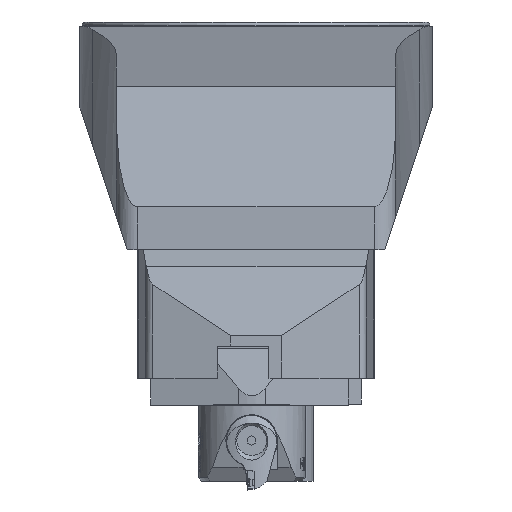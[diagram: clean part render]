
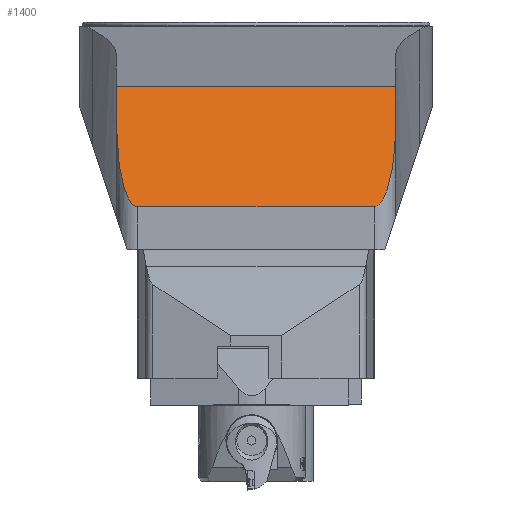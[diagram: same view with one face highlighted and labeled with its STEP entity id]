
A CAD part, left-side view. The second image highlights one B-rep face of the part: STEP entity #1400.
In plain terms, the highlighted planar face has unit normal (-0.966, 0, 0.259).
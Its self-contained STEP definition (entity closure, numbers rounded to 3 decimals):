
#921=ELLIPSE('',#9385,38.637,10.);
#922=ELLIPSE('',#9386,38.637,10.);
#990=FACE_OUTER_BOUND('',#4198,.T.);
#1400=ADVANCED_FACE('',(#990),#1866,.F.);
#1866=PLANE('',#9387);
#2270=LINE('',#12599,#3174);
#2276=LINE('',#12611,#3180);
#2277=LINE('',#12617,#3181);
#2278=LINE('',#12619,#3182);
#3174=VECTOR('',#10192,1.);
#3180=VECTOR('',#10202,1.);
#3181=VECTOR('',#10207,1.);
#3182=VECTOR('',#10208,1.);
#4198=EDGE_LOOP('',(#4800,#4801,#4802,#4803,#4804,#4805));
#4800=ORIENTED_EDGE('',*,*,#8000,.T.);
#4801=ORIENTED_EDGE('',*,*,#8001,.T.);
#4802=ORIENTED_EDGE('',*,*,#7994,.F.);
#4803=ORIENTED_EDGE('',*,*,#8002,.T.);
#4804=ORIENTED_EDGE('',*,*,#8003,.T.);
#4805=ORIENTED_EDGE('',*,*,#8004,.T.);
#7164=VERTEX_POINT('',#12600);
#7165=VERTEX_POINT('',#12601);
#7168=VERTEX_POINT('',#12612);
#7169=VERTEX_POINT('',#12613);
#7170=VERTEX_POINT('',#12616);
#7171=VERTEX_POINT('',#12618);
#7994=EDGE_CURVE('',#7164,#7165,#2270,.T.);
#8000=EDGE_CURVE('',#7168,#7169,#2276,.T.);
#8001=EDGE_CURVE('',#7169,#7165,#921,.T.);
#8002=EDGE_CURVE('',#7164,#7170,#922,.T.);
#8003=EDGE_CURVE('',#7170,#7171,#2277,.T.);
#8004=EDGE_CURVE('',#7171,#7168,#2278,.T.);
#9385=AXIS2_PLACEMENT_3D('',#12614,#10203,#10204);
#9386=AXIS2_PLACEMENT_3D('',#12615,#10205,#10206);
#9387=AXIS2_PLACEMENT_3D('',#12620,#10209,#10210);
#10192=DIRECTION('',(0.,1.,0.));
#10202=DIRECTION('',(-0.259,0.,-0.966));
#10203=DIRECTION('',(-0.966,0.,0.259));
#10204=DIRECTION('',(-0.259,0.,-0.966));
#10205=DIRECTION('',(-0.966,0.,0.259));
#10206=DIRECTION('',(0.259,0.,0.966));
#10207=DIRECTION('',(0.259,0.,0.966));
#10208=DIRECTION('',(0.,1.,0.));
#10209=DIRECTION('',(0.966,0.,-0.259));
#10210=DIRECTION('',(0.259,0.,0.966));
#12599=CARTESIAN_POINT('',(-475.,-475.,-86.));
#12600=CARTESIAN_POINT('',(-475.,-55.,-86.));
#12601=CARTESIAN_POINT('',(-475.,55.,-86.));
#12611=CARTESIAN_POINT('',(-459.995,65.,-30.));
#12612=CARTESIAN_POINT('',(-459.995,65.,-30.));
#12613=CARTESIAN_POINT('',(-465.,65.,-48.679));
#12614=CARTESIAN_POINT('',(-465.,55.,-48.679));
#12615=CARTESIAN_POINT('',(-465.,-55.,-48.679));
#12616=CARTESIAN_POINT('',(-465.,-65.,-48.679));
#12617=CARTESIAN_POINT('',(-459.995,-65.,-30.));
#12618=CARTESIAN_POINT('',(-459.995,-65.,-30.));
#12619=CARTESIAN_POINT('',(-459.995,-475.,-30.));
#12620=CARTESIAN_POINT('',(-459.995,-475.,-30.));
